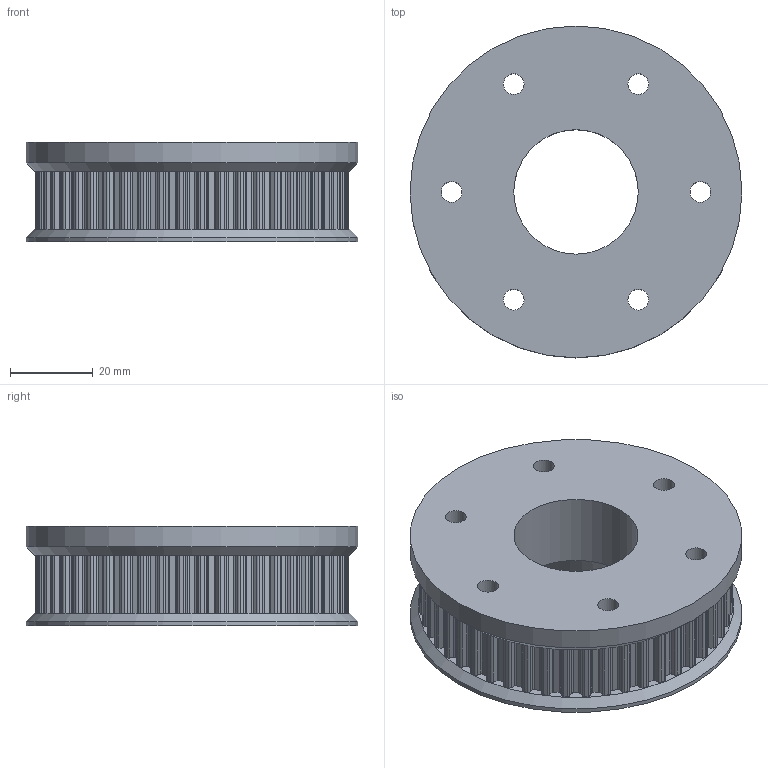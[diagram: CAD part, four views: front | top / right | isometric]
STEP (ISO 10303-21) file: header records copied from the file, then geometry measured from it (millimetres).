
FILE_DESCRIPTION(/* description */ (''),/* implementation_level */ '2;1');
FILE_NAME(/* name */ 'T5_48z_pulley.stp',/* time_stamp */ '2019-06-12T09:49:49+02:00',/* author */ ('ahoel'),/* organization */ (''),/* preprocessor_version */ 'ST-DEVELOPER v17',/* originating_system */ 'Autodesk Inventor 2019',/* authorisation */ '');
FILE_SCHEMA (('AUTOMOTIVE_DESIGN { 1 0 10303 214 3 1 1 }'));
Length unit declared in the file: millimetre
Products named in the file (1): Synchrone Riemenscheibe1
Bounding box: 80 x 80 x 24 mm (x, y, z)
Volume: 87329.2 mm3; surface area: 20531.3 mm2
Topology: 1 solids, 1 shells, 407 faces, 1596 edges, 1577 vertices
Faces by surface type: cylinder 249, plane 148, cone 10
Full cylindrical faces by diameter (mm): 5 x6, 30 x1, 80 x2
Entity records: 16672 total; most frequent: CARTESIAN_POINT 3429, DIRECTION 3029, ORIENTED_EDGE 2408, EDGE_CURVE 1204, AXIS2_PLACEMENT_3D 1169, VERTEX_POINT 801, CIRCLE 761, LINE 691
